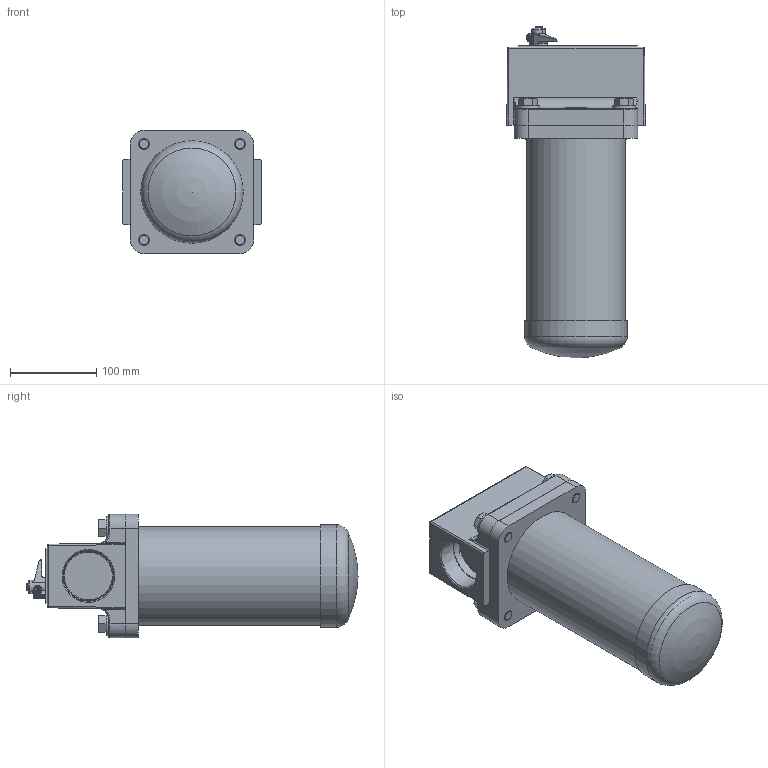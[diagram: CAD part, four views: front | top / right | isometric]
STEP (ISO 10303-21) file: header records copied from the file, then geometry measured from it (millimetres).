
FILE_DESCRIPTION (( 'STEP AP203' ), '1' );
FILE_NAME ('WLF11KXXP32D.STEP', '2019-06-17T16:52:54', ( '' ), ( '' ), 'SwSTEP 2.0', 'SolidWorks 2018', '' );
FILE_SCHEMA (( 'CONFIG_CONTROL_DESIGN' ));
Products named in the file (1): WLF11KXXP32D
Bounding box: 160.25 x 384.57 x 143 mm (x, y, z)
Volume: 4171758.6 mm3; surface area: 318870.6 mm2
Topology: 27 solids, 27 shells, 2122 faces, 5551 edges, 3663 vertices
Faces by surface type: plane 1254, bspline 530, cylinder 212, cone 89, torus 26, sphere 11
Full cylindrical faces by diameter (mm): 1.041 x2, 2.159 x6, 2.438 x6, 3.505 x1, 3.658 x2, 3.962 x1, 4.206 x1, 4.763 x6, 6.604 x1, 7.01 x1, 7.861 x1, 7.887 x1, 7.918 x1, 7.937 x2, 9.525 x1, 10.716 x4, 12.7 x4, 13.487 x4, 14.224 x4, 16.751 x1, 17.45 x1, 17.678 x1, 18.773 x1, 26.975 x4, 31.75 x1, 33.274 x1, 55.575 x2, 114.3 x1, 114.808 x1, 115.824 x1
Entity records: 92752 total; most frequent: CARTESIAN_POINT 44643, ORIENTED_EDGE 10814, DIRECTION 7849, EDGE_CURVE 5407, VERTEX_POINT 3635, LINE 3587, VECTOR 3587, EDGE_LOOP 2472
